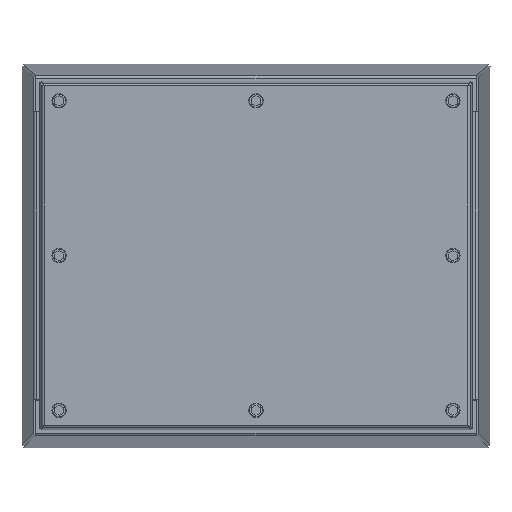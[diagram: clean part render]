
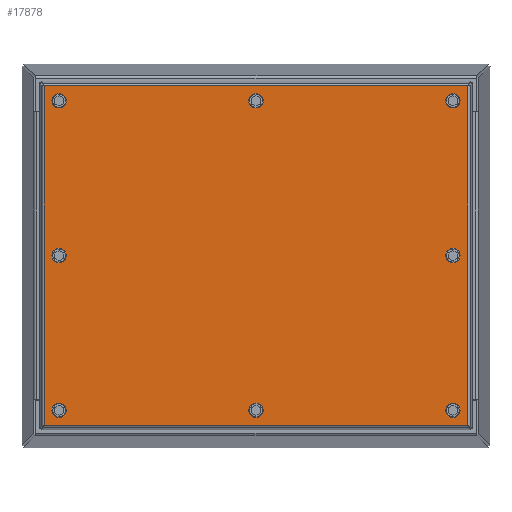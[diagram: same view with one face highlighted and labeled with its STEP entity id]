
A CAD part, top view. The second image highlights one B-rep face of the part: STEP entity #17878.
In plain terms, the highlighted planar face has unit normal (0, 0, 1).
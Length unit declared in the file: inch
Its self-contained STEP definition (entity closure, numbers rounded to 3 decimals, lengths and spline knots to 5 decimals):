
#201 = FACE_OUTER_BOUND ( 'NONE', #6419, .T. ) ;
#603 = EDGE_LOOP ( 'NONE', ( #19279 ) ) ;
#1930 = VERTEX_POINT ( 'NONE', #16206 ) ;
#2163 = ORIENTED_EDGE ( 'NONE', *, *, #29010, .F. ) ;
#2276 = AXIS2_PLACEMENT_3D ( 'NONE', #15730, #11098, #8323 ) ;
#2284 = VERTEX_POINT ( 'NONE', #8842 ) ;
#2394 = ORIENTED_EDGE ( 'NONE', *, *, #9829, .F. ) ;
#2613 = LINE ( 'NONE', #4631, #17194 ) ;
#2810 = CIRCLE ( 'NONE', #22571, 0.1175 ) ;
#2821 = CIRCLE ( 'NONE', #9772, 0.1175 ) ;
#2881 = VERTEX_POINT ( 'NONE', #12649 ) ;
#3261 = CIRCLE ( 'NONE', #2276, 0.1175 ) ;
#3271 = DIRECTION ( 'NONE',  ( 0., -1., 0. ) ) ;
#3558 = DIRECTION ( 'NONE',  ( 0., -1., 0. ) ) ;
#4167 = LINE ( 'NONE', #16294, #28649 ) ;
#4487 = DIRECTION ( 'NONE',  ( 1., 0., 0. ) ) ;
#4631 = CARTESIAN_POINT ( 'NONE',  ( -7.472, 5.93434, 8.532 ) ) ;
#4822 = ORIENTED_EDGE ( 'NONE', *, *, #18164, .F. ) ;
#5039 = EDGE_CURVE ( 'NONE', #7267, #19405, #29938, .T. ) ;
#5211 = EDGE_LOOP ( 'NONE', ( #15987 ) ) ;
#5212 = ORIENTED_EDGE ( 'NONE', *, *, #10396, .F. ) ;
#5782 = CARTESIAN_POINT ( 'NONE',  ( 0., 5.4095, 8.532 ) ) ;
#5807 = CARTESIAN_POINT ( 'NONE',  ( 0., -5.527, 8.532 ) ) ;
#6102 = VERTEX_POINT ( 'NONE', #27182 ) ;
#6419 = EDGE_LOOP ( 'NONE', ( #15165, #19732, #28982, #8599 ) ) ;
#6600 = DIRECTION ( 'NONE',  ( 0., -1., 0. ) ) ;
#6911 = DIRECTION ( 'NONE',  ( 0., 0., 1. ) ) ;
#6979 = DIRECTION ( 'NONE',  ( 0., 0., 1. ) ) ;
#7126 = CARTESIAN_POINT ( 'NONE',  ( 7.39984, -5.93434, 8.532 ) ) ;
#7155 = PLANE ( 'NONE',  #8736 ) ;
#7267 = VERTEX_POINT ( 'NONE', #7126 ) ;
#7717 = EDGE_LOOP ( 'NONE', ( #4822 ) ) ;
#8117 = DIRECTION ( 'NONE',  ( 0., 0., 1. ) ) ;
#8247 = CARTESIAN_POINT ( 'NONE',  ( -6.882, 5.4095, 8.532 ) ) ;
#8323 = DIRECTION ( 'NONE',  ( 0., -1., 0. ) ) ;
#8599 = ORIENTED_EDGE ( 'NONE', *, *, #5039, .F. ) ;
#8736 = AXIS2_PLACEMENT_3D ( 'NONE', #16613, #28662, #26038 ) ;
#8842 = CARTESIAN_POINT ( 'NONE',  ( 7.39984, 5.93434, 8.532 ) ) ;
#9327 = DIRECTION ( 'NONE',  ( 0., 1., 0. ) ) ;
#9561 = AXIS2_PLACEMENT_3D ( 'NONE', #8247, #17697, #3558 ) ;
#9638 = FACE_BOUND ( 'NONE', #5211, .T. ) ;
#9772 = AXIS2_PLACEMENT_3D ( 'NONE', #24805, #10599, #3271 ) ;
#9829 = EDGE_CURVE ( 'NONE', #2881, #2881, #22546, .T. ) ;
#10396 = EDGE_CURVE ( 'NONE', #26565, #26565, #14222, .T. ) ;
#10429 = EDGE_CURVE ( 'NONE', #15434, #2284, #2613, .T. ) ;
#10599 = DIRECTION ( 'NONE',  ( 0., 0., 1. ) ) ;
#10623 = DIRECTION ( 'NONE',  ( 0., 0., 1. ) ) ;
#10799 = EDGE_CURVE ( 'NONE', #24401, #24401, #3261, .T. ) ;
#10888 = EDGE_LOOP ( 'NONE', ( #2163 ) ) ;
#11098 = DIRECTION ( 'NONE',  ( 0., 0., 1. ) ) ;
#11126 = EDGE_LOOP ( 'NONE', ( #21912 ) ) ;
#11387 = CARTESIAN_POINT ( 'NONE',  ( -7.39984, 5.93434, 8.532 ) ) ;
#11428 = CARTESIAN_POINT ( 'NONE',  ( -7.472, -5.93434, 8.532 ) ) ;
#12269 = FACE_BOUND ( 'NONE', #20669, .T. ) ;
#12344 = EDGE_CURVE ( 'NONE', #19405, #15434, #4167, .T. ) ;
#12649 = CARTESIAN_POINT ( 'NONE',  ( -6.882, -5.527, 8.532 ) ) ;
#13620 = EDGE_CURVE ( 'NONE', #24557, #24557, #15903, .T. ) ;
#13629 = AXIS2_PLACEMENT_3D ( 'NONE', #5782, #10623, #15393 ) ;
#13723 = DIRECTION ( 'NONE',  ( -1., 0., 0. ) ) ;
#14140 = CIRCLE ( 'NONE', #13629, 0.1175 ) ;
#14173 = CARTESIAN_POINT ( 'NONE',  ( 0., 5.292, 8.532 ) ) ;
#14222 = CIRCLE ( 'NONE', #30475, 0.1175 ) ;
#15165 = ORIENTED_EDGE ( 'NONE', *, *, #23131, .F. ) ;
#15393 = DIRECTION ( 'NONE',  ( 0., -1., 0. ) ) ;
#15434 = VERTEX_POINT ( 'NONE', #11387 ) ;
#15523 = DIRECTION ( 'NONE',  ( 0., -1., 0. ) ) ;
#15730 = CARTESIAN_POINT ( 'NONE',  ( 6.882, 5.4095, 8.532 ) ) ;
#15775 = EDGE_CURVE ( 'NONE', #6102, #6102, #16982, .T. ) ;
#15903 = CIRCLE ( 'NONE', #23805, 0.1175 ) ;
#15987 = ORIENTED_EDGE ( 'NONE', *, *, #15775, .F. ) ;
#16059 = CARTESIAN_POINT ( 'NONE',  ( 0., -5.4095, 8.532 ) ) ;
#16206 = CARTESIAN_POINT ( 'NONE',  ( 6.882, -0.1175, 8.532 ) ) ;
#16294 = CARTESIAN_POINT ( 'NONE',  ( -7.39984, 6.0065, 8.532 ) ) ;
#16350 = EDGE_LOOP ( 'NONE', ( #5212 ) ) ;
#16613 = CARTESIAN_POINT ( 'NONE',  ( -7.472, 6.0065, 8.532 ) ) ;
#16982 = CIRCLE ( 'NONE', #9561, 0.1175 ) ;
#17146 = AXIS2_PLACEMENT_3D ( 'NONE', #19901, #8117, #15523 ) ;
#17194 = VECTOR ( 'NONE', #4487, 39.37008 ) ;
#17460 = EDGE_CURVE ( 'NONE', #23593, #23593, #14140, .T. ) ;
#17697 = DIRECTION ( 'NONE',  ( 0., 0., 1. ) ) ;
#17878 = ADVANCED_FACE ( 'NONE', ( #201, #28803, #25877, #23861, #9638, #12269, #19087, #28206, #28348 ), #7155, .F. ) ;
#18164 = EDGE_CURVE ( 'NONE', #1930, #1930, #2810, .T. ) ;
#18344 = DIRECTION ( 'NONE',  ( 0., -1., 0. ) ) ;
#19087 = FACE_BOUND ( 'NONE', #11126, .T. ) ;
#19279 = ORIENTED_EDGE ( 'NONE', *, *, #10799, .F. ) ;
#19405 = VERTEX_POINT ( 'NONE', #25607 ) ;
#19732 = ORIENTED_EDGE ( 'NONE', *, *, #10429, .F. ) ;
#19901 = CARTESIAN_POINT ( 'NONE',  ( -6.882, -5.4095, 8.532 ) ) ;
#20669 = EDGE_LOOP ( 'NONE', ( #29580 ) ) ;
#20814 = CARTESIAN_POINT ( 'NONE',  ( 6.882, 0., 8.532 ) ) ;
#20839 = CARTESIAN_POINT ( 'NONE',  ( 7.39984, 6.0065, 8.532 ) ) ;
#21912 = ORIENTED_EDGE ( 'NONE', *, *, #17460, .F. ) ;
#22546 = CIRCLE ( 'NONE', #17146, 0.1175 ) ;
#22571 = AXIS2_PLACEMENT_3D ( 'NONE', #20814, #29754, #18344 ) ;
#23131 = EDGE_CURVE ( 'NONE', #2284, #7267, #27068, .T. ) ;
#23593 = VERTEX_POINT ( 'NONE', #14173 ) ;
#23805 = AXIS2_PLACEMENT_3D ( 'NONE', #16059, #6911, #6600 ) ;
#23841 = CARTESIAN_POINT ( 'NONE',  ( 6.882, -5.4095, 8.532 ) ) ;
#23861 = FACE_BOUND ( 'NONE', #603, .T. ) ;
#24162 = VECTOR ( 'NONE', #13723, 39.37008 ) ;
#24249 = CARTESIAN_POINT ( 'NONE',  ( 6.882, -5.527, 8.532 ) ) ;
#24401 = VERTEX_POINT ( 'NONE', #26272 ) ;
#24557 = VERTEX_POINT ( 'NONE', #5807 ) ;
#24758 = DIRECTION ( 'NONE',  ( 0., -1., 0. ) ) ;
#24805 = CARTESIAN_POINT ( 'NONE',  ( -6.882, 0., 8.532 ) ) ;
#25542 = VERTEX_POINT ( 'NONE', #30154 ) ;
#25607 = CARTESIAN_POINT ( 'NONE',  ( -7.39984, -5.93434, 8.532 ) ) ;
#25665 = VECTOR ( 'NONE', #24758, 39.37008 ) ;
#25877 = FACE_BOUND ( 'NONE', #16350, .T. ) ;
#26038 = DIRECTION ( 'NONE',  ( 0., 1., 0. ) ) ;
#26272 = CARTESIAN_POINT ( 'NONE',  ( 6.882, 5.292, 8.532 ) ) ;
#26565 = VERTEX_POINT ( 'NONE', #24249 ) ;
#27068 = LINE ( 'NONE', #20839, #25665 ) ;
#27182 = CARTESIAN_POINT ( 'NONE',  ( -6.882, 5.292, 8.532 ) ) ;
#27962 = EDGE_LOOP ( 'NONE', ( #2394 ) ) ;
#28206 = FACE_BOUND ( 'NONE', #7717, .T. ) ;
#28348 = FACE_BOUND ( 'NONE', #10888, .T. ) ;
#28641 = DIRECTION ( 'NONE',  ( 0., -1., 0. ) ) ;
#28649 = VECTOR ( 'NONE', #9327, 39.37008 ) ;
#28662 = DIRECTION ( 'NONE',  ( 0., 0., -1. ) ) ;
#28803 = FACE_BOUND ( 'NONE', #27962, .T. ) ;
#28982 = ORIENTED_EDGE ( 'NONE', *, *, #12344, .F. ) ;
#29010 = EDGE_CURVE ( 'NONE', #25542, #25542, #2821, .T. ) ;
#29580 = ORIENTED_EDGE ( 'NONE', *, *, #13620, .F. ) ;
#29754 = DIRECTION ( 'NONE',  ( 0., 0., 1. ) ) ;
#29938 = LINE ( 'NONE', #11428, #24162 ) ;
#30154 = CARTESIAN_POINT ( 'NONE',  ( -6.882, -0.1175, 8.532 ) ) ;
#30475 = AXIS2_PLACEMENT_3D ( 'NONE', #23841, #6979, #28641 ) ;
